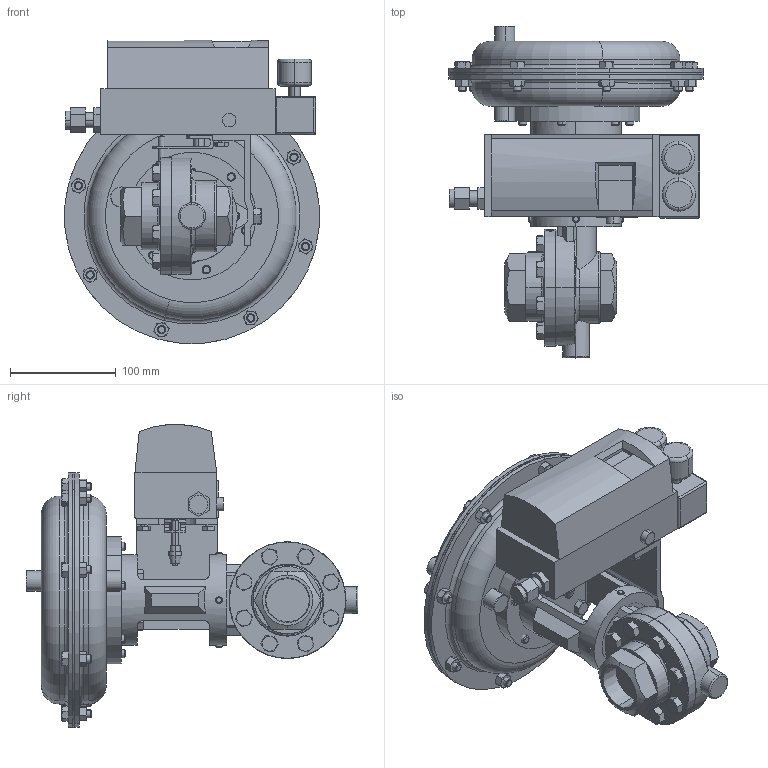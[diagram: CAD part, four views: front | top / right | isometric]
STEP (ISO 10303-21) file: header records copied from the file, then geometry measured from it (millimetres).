
FILE_DESCRIPTION (( 'STEP AP203' ), '1' );
FILE_NAME ('70SP-125-DI+BR-F3-35M-16IQ.STEP', '2017-09-11T18:23:42', ( '' ), ( '' ), 'SwSTEP 2.0', 'SolidWorks 2014', '' );
FILE_SCHEMA (( 'CONFIG_CONTROL_DESIGN' ));
Products named in the file (1): 70SP-125-DI+BR-F3-35M-16IQ
Bounding box: 240.92 x 313.73 x 286.54 mm (x, y, z)
Volume: 4670333 mm3; surface area: 606655.9 mm2
Topology: 54 solids, 54 shells, 1127 faces, 2482 edges, 1507 vertices
Faces by surface type: plane 515, cone 360, cylinder 175, bspline 38, torus 37, sphere 2
Entity records: 40272 total; most frequent: CARTESIAN_POINT 16444, ORIENTED_EDGE 4940, DIRECTION 4761, EDGE_CURVE 2470, AXIS2_PLACEMENT_3D 1874, VERTEX_POINT 1507, EDGE_LOOP 1187, ADVANCED_FACE 1127
